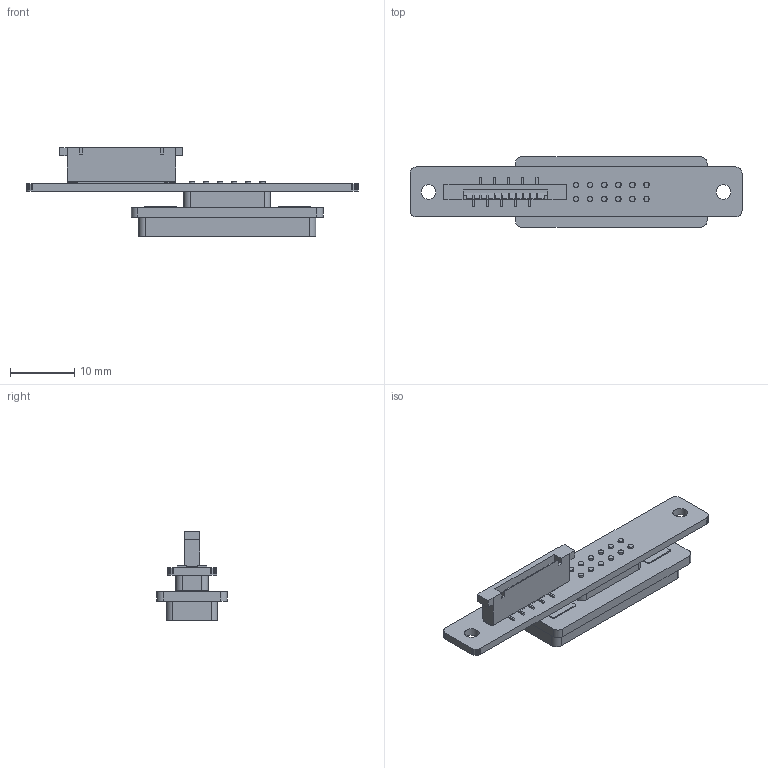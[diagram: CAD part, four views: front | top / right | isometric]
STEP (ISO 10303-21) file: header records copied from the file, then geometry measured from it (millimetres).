
FILE_DESCRIPTION(('KiCad electronic assembly'),'2;1');
FILE_NAME('connector-right.step','2023-11-30T21:09:33',('Pcbnew'),( 'Kicad'),'Open CASCADE STEP processor 7.7','KiCad to STEP converter' ,'Unknown');
FILE_SCHEMA(('AUTOMOTIVE_DESIGN { 1 0 10303 214 1 1 1 1 }'));
Length unit declared in the file: millimetre
Products named in the file (6): connector-right 1; Magnetic connector 12pin female; COMPOUND; FPC vertical connector-1mm-10PIN; SOLID; connector PCB
Assembly tree (5 placements, depth 3):
  connector-right 1
    Magnetic connector 12pin female
      COMPOUND
    FPC vertical connector-1mm-10PIN
      SOLID
    connector PCB
Bounding box: 51.8 x 11 x 13.85 mm (x, y, z)
Volume: 1895.6 mm3; surface area: 3444.9 mm2
Topology: 17 solids, 17 shells, 477 faces, 1121 edges, 730 vertices
Faces by surface type: bspline 206, plane 141, cylinder 118, sphere 12
Full cylindrical faces by diameter (mm): 0.8 x24, 0.9 x12, 1.5 x24, 1.8 x24, 2.3 x2
Entity records: 29029 total; most frequent: CARTESIAN_POINT 8431, DIRECTION 2344, ORIENTED_EDGE 2218, PCURVE 2218, DEFINITIONAL_REPRESENTATION 2218, B_SPLINE_CURVE_WITH_KNOTS 1653, LINE 1202, VECTOR 1202
